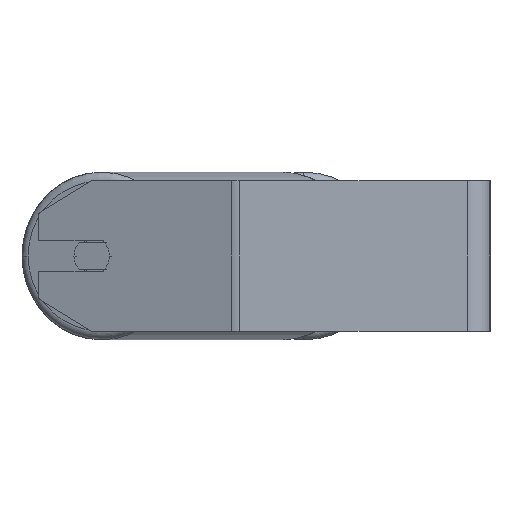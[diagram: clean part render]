
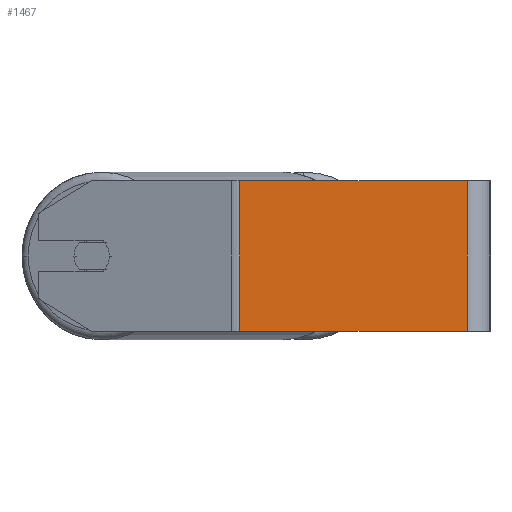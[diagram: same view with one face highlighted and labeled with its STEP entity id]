
A CAD part, left-side view. The second image highlights one B-rep face of the part: STEP entity #1467.
In plain terms, the highlighted planar face has unit normal (-1, 0, 0).
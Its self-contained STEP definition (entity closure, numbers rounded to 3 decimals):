
#97 = FACE_OUTER_BOUND ( 'NONE', #4224, .T. ) ;
#331 = VECTOR ( 'NONE', #8626, 1000. ) ;
#668 = VECTOR ( 'NONE', #7657, 1000. ) ;
#1151 = ORIENTED_EDGE ( 'NONE', *, *, #7750, .F. ) ;
#1467 = ADVANCED_FACE ( 'NONE', ( #97 ), #2796, .F. ) ;
#1471 = DIRECTION ( 'NONE',  ( 1., 0., 0. ) ) ;
#1817 = EDGE_CURVE ( 'NONE', #2070, #5995, #2749, .T. ) ;
#2066 = CARTESIAN_POINT ( 'NONE',  ( -490., 132.886, 40. ) ) ;
#2070 = VERTEX_POINT ( 'NONE', #3861 ) ;
#2126 = CARTESIAN_POINT ( 'NONE',  ( -490., 135.002, 40. ) ) ;
#2301 = EDGE_CURVE ( 'NONE', #5995, #5501, #3007, .T. ) ;
#2749 = LINE ( 'NONE', #2066, #5749 ) ;
#2796 = PLANE ( 'NONE',  #7543 ) ;
#2937 = DIRECTION ( 'NONE',  ( 0., 0., -1. ) ) ;
#3007 = LINE ( 'NONE', #5714, #668 ) ;
#3196 = LINE ( 'NONE', #4640, #331 ) ;
#3505 = DIRECTION ( 'NONE',  ( 0., 0., -1. ) ) ;
#3685 = CARTESIAN_POINT ( 'NONE',  ( -490., 12., -40. ) ) ;
#3729 = ORIENTED_EDGE ( 'NONE', *, *, #1817, .T. ) ;
#3861 = CARTESIAN_POINT ( 'NONE',  ( -490., 132.886, 40. ) ) ;
#4224 = EDGE_LOOP ( 'NONE', ( #6451, #1151, #5510, #3729 ) ) ;
#4640 = CARTESIAN_POINT ( 'NONE',  ( -490., 135.002, 40. ) ) ;
#5257 = CARTESIAN_POINT ( 'NONE',  ( -490., 12., 40. ) ) ;
#5485 = LINE ( 'NONE', #6911, #7822 ) ;
#5501 = VERTEX_POINT ( 'NONE', #3685 ) ;
#5510 = ORIENTED_EDGE ( 'NONE', *, *, #6743, .F. ) ;
#5714 = CARTESIAN_POINT ( 'NONE',  ( -490., 135.002, -40. ) ) ;
#5740 = VERTEX_POINT ( 'NONE', #5257 ) ;
#5749 = VECTOR ( 'NONE', #3505, 1000. ) ;
#5995 = VERTEX_POINT ( 'NONE', #8269 ) ;
#6451 = ORIENTED_EDGE ( 'NONE', *, *, #2301, .T. ) ;
#6743 = EDGE_CURVE ( 'NONE', #2070, #5740, #3196, .T. ) ;
#6870 = DIRECTION ( 'NONE',  ( 0., 0., -1. ) ) ;
#6911 = CARTESIAN_POINT ( 'NONE',  ( -490., 12., 40. ) ) ;
#7543 = AXIS2_PLACEMENT_3D ( 'NONE', #2126, #1471, #2937 ) ;
#7657 = DIRECTION ( 'NONE',  ( 0., -1., 0. ) ) ;
#7750 = EDGE_CURVE ( 'NONE', #5740, #5501, #5485, .T. ) ;
#7822 = VECTOR ( 'NONE', #6870, 1000. ) ;
#8269 = CARTESIAN_POINT ( 'NONE',  ( -490., 132.886, -40. ) ) ;
#8626 = DIRECTION ( 'NONE',  ( 0., -1., 0. ) ) ;
